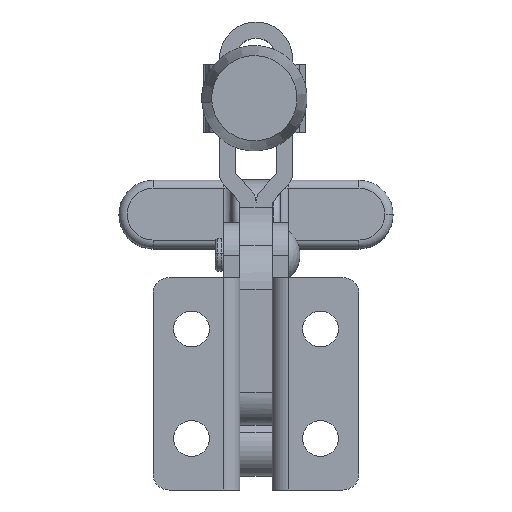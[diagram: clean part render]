
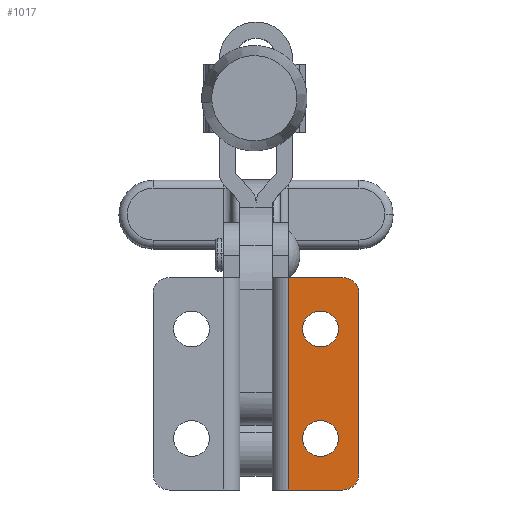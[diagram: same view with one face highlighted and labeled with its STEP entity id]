
A CAD part, front view. The second image highlights one B-rep face of the part: STEP entity #1017.
In plain terms, the highlighted planar face has unit normal (0, -1, 0).
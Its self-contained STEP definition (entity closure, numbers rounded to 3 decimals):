
#1017 = ADVANCED_FACE ( 'NONE', ( #10309, #4183, #28819 ), #1344, .F. ) ;
#1069 = VERTEX_POINT ( 'NONE', #12488 ) ;
#1134 = DIRECTION ( 'NONE',  ( 0., 0., 1. ) ) ;
#1344 = PLANE ( 'NONE',  #12472 ) ;
#1765 = VECTOR ( 'NONE', #20048, 1000. ) ;
#1853 = VECTOR ( 'NONE', #20024, 1000. ) ;
#2321 = CARTESIAN_POINT ( 'NONE',  ( 11.95, 0., 17.65 ) ) ;
#2468 = CARTESIAN_POINT ( 'NONE',  ( 14.7, 0., 0. ) ) ;
#2502 = LINE ( 'NONE', #6082, #1765 ) ;
#2675 = ORIENTED_EDGE ( 'NONE', *, *, #13834, .T. ) ;
#3575 = AXIS2_PLACEMENT_3D ( 'NONE', #13487, #29710, #15797 ) ;
#3806 = CARTESIAN_POINT ( 'NONE',  ( 8., 0., 0. ) ) ;
#4183 = FACE_BOUND ( 'NONE', #17332, .T. ) ;
#5373 = EDGE_CURVE ( 'NONE', #14520, #16078, #14155, .T. ) ;
#5573 = LINE ( 'NONE', #8704, #6293 ) ;
#6082 = CARTESIAN_POINT ( 'NONE',  ( 16.7, 0., 26.2 ) ) ;
#6155 = CARTESIAN_POINT ( 'NONE',  ( 6., 0., 0. ) ) ;
#6281 = DIRECTION ( 'NONE',  ( 0., 1., 0. ) ) ;
#6293 = VECTOR ( 'NONE', #13511, 1000. ) ;
#7308 = ORIENTED_EDGE ( 'NONE', *, *, #28444, .F. ) ;
#7942 = EDGE_CURVE ( 'NONE', #27791, #13358, #12425, .T. ) ;
#7948 = VERTEX_POINT ( 'NONE', #20627 ) ;
#8704 = CARTESIAN_POINT ( 'NONE',  ( 6., 0., 26.2 ) ) ;
#9070 = CARTESIAN_POINT ( 'NONE',  ( 11.95, 0., 19.85 ) ) ;
#9367 = CARTESIAN_POINT ( 'NONE',  ( 14.7, 0., 2. ) ) ;
#9617 = CARTESIAN_POINT ( 'NONE',  ( 11.95, 0., 6.35 ) ) ;
#9941 = CARTESIAN_POINT ( 'NONE',  ( 16.7, 0., 24.2 ) ) ;
#10309 = FACE_BOUND ( 'NONE', #26424, .T. ) ;
#10974 = DIRECTION ( 'NONE',  ( 0., -1., 0. ) ) ;
#10997 = CIRCLE ( 'NONE', #19297, 2.2 ) ;
#11010 = CIRCLE ( 'NONE', #3575, 2. ) ;
#11452 = DIRECTION ( 'NONE',  ( 0., 0., 1. ) ) ;
#11467 = CIRCLE ( 'NONE', #17833, 2.2 ) ;
#11741 = DIRECTION ( 'NONE',  ( 0., 0., 1. ) ) ;
#11875 = AXIS2_PLACEMENT_3D ( 'NONE', #9617, #25833, #11971 ) ;
#11971 = DIRECTION ( 'NONE',  ( 0., 0., 1. ) ) ;
#12071 = LINE ( 'NONE', #21879, #17479 ) ;
#12425 = CIRCLE ( 'NONE', #16052, 2.2 ) ;
#12434 = ORIENTED_EDGE ( 'NONE', *, *, #7942, .F. ) ;
#12472 = AXIS2_PLACEMENT_3D ( 'NONE', #13376, #6281, #12523 ) ;
#12488 = CARTESIAN_POINT ( 'NONE',  ( 11.95, 0., 8.55 ) ) ;
#12523 = DIRECTION ( 'NONE',  ( 0., 0., 1. ) ) ;
#13127 = AXIS2_PLACEMENT_3D ( 'NONE', #9367, #25601, #11741 ) ;
#13358 = VERTEX_POINT ( 'NONE', #2321 ) ;
#13376 = CARTESIAN_POINT ( 'NONE',  ( 6., 0., 26.2 ) ) ;
#13487 = CARTESIAN_POINT ( 'NONE',  ( 14.7, 0., 24.2 ) ) ;
#13511 = DIRECTION ( 'NONE',  ( -1., 0., 0. ) ) ;
#13713 = DIRECTION ( 'NONE',  ( 0., -1., 0. ) ) ;
#13834 = EDGE_CURVE ( 'NONE', #21244, #7948, #5573, .T. ) ;
#13862 = CARTESIAN_POINT ( 'NONE',  ( 11.95, 0., 4.15 ) ) ;
#13925 = EDGE_CURVE ( 'NONE', #18942, #1069, #10997, .T. ) ;
#14155 = LINE ( 'NONE', #6155, #1853 ) ;
#14234 = ORIENTED_EDGE ( 'NONE', *, *, #18309, .F. ) ;
#14520 = VERTEX_POINT ( 'NONE', #2468 ) ;
#15676 = ORIENTED_EDGE ( 'NONE', *, *, #23234, .F. ) ;
#15797 = DIRECTION ( 'NONE',  ( 0., 0., 1. ) ) ;
#16052 = AXIS2_PLACEMENT_3D ( 'NONE', #9070, #25299, #11452 ) ;
#16078 = VERTEX_POINT ( 'NONE', #3806 ) ;
#16127 = EDGE_LOOP ( 'NONE', ( #29499, #15676, #2675, #14234, #25817, #7308 ) ) ;
#17332 = EDGE_LOOP ( 'NONE', ( #12434, #17845 ) ) ;
#17479 = VECTOR ( 'NONE', #1134, 1000. ) ;
#17833 = AXIS2_PLACEMENT_3D ( 'NONE', #24855, #10974, #27190 ) ;
#17845 = ORIENTED_EDGE ( 'NONE', *, *, #20888, .F. ) ;
#18309 = EDGE_CURVE ( 'NONE', #16078, #7948, #12071, .T. ) ;
#18942 = VERTEX_POINT ( 'NONE', #13862 ) ;
#19297 = AXIS2_PLACEMENT_3D ( 'NONE', #27587, #13713, #29949 ) ;
#19299 = ORIENTED_EDGE ( 'NONE', *, *, #22961, .F. ) ;
#19336 = VERTEX_POINT ( 'NONE', #28751 ) ;
#20024 = DIRECTION ( 'NONE',  ( -1., 0., 0. ) ) ;
#20048 = DIRECTION ( 'NONE',  ( 0., 0., 1. ) ) ;
#20627 = CARTESIAN_POINT ( 'NONE',  ( 8., 0., 26.2 ) ) ;
#20792 = CIRCLE ( 'NONE', #11875, 2.2 ) ;
#20888 = EDGE_CURVE ( 'NONE', #13358, #27791, #11467, .T. ) ;
#21225 = CIRCLE ( 'NONE', #13127, 2. ) ;
#21244 = VERTEX_POINT ( 'NONE', #28534 ) ;
#21484 = CARTESIAN_POINT ( 'NONE',  ( 11.95, 0., 22.05 ) ) ;
#21879 = CARTESIAN_POINT ( 'NONE',  ( 8., 0., 26.2 ) ) ;
#22961 = EDGE_CURVE ( 'NONE', #1069, #18942, #20792, .T. ) ;
#23234 = EDGE_CURVE ( 'NONE', #21244, #27805, #11010, .T. ) ;
#24735 = ORIENTED_EDGE ( 'NONE', *, *, #13925, .F. ) ;
#24855 = CARTESIAN_POINT ( 'NONE',  ( 11.95, 0., 19.85 ) ) ;
#25299 = DIRECTION ( 'NONE',  ( 0., -1., 0. ) ) ;
#25601 = DIRECTION ( 'NONE',  ( 0., 1., 0. ) ) ;
#25817 = ORIENTED_EDGE ( 'NONE', *, *, #5373, .F. ) ;
#25833 = DIRECTION ( 'NONE',  ( 0., -1., 0. ) ) ;
#26358 = EDGE_CURVE ( 'NONE', #19336, #27805, #2502, .T. ) ;
#26424 = EDGE_LOOP ( 'NONE', ( #19299, #24735 ) ) ;
#27190 = DIRECTION ( 'NONE',  ( 0., 0., 1. ) ) ;
#27587 = CARTESIAN_POINT ( 'NONE',  ( 11.95, 0., 6.35 ) ) ;
#27791 = VERTEX_POINT ( 'NONE', #21484 ) ;
#27805 = VERTEX_POINT ( 'NONE', #9941 ) ;
#28444 = EDGE_CURVE ( 'NONE', #19336, #14520, #21225, .T. ) ;
#28534 = CARTESIAN_POINT ( 'NONE',  ( 14.7, 0., 26.2 ) ) ;
#28751 = CARTESIAN_POINT ( 'NONE',  ( 16.7, 0., 2. ) ) ;
#28819 = FACE_OUTER_BOUND ( 'NONE', #16127, .T. ) ;
#29499 = ORIENTED_EDGE ( 'NONE', *, *, #26358, .T. ) ;
#29710 = DIRECTION ( 'NONE',  ( 0., 1., 0. ) ) ;
#29949 = DIRECTION ( 'NONE',  ( 0., 0., 1. ) ) ;
